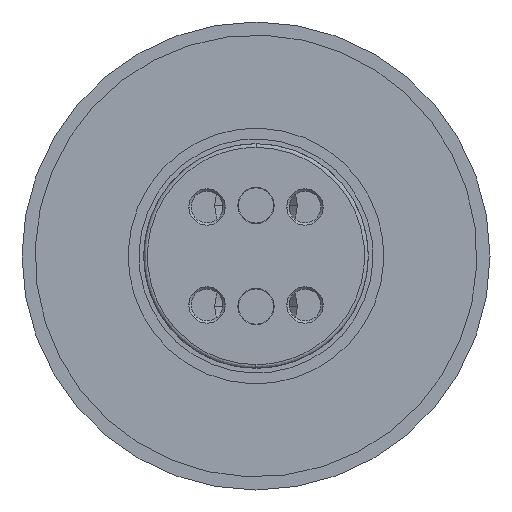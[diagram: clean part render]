
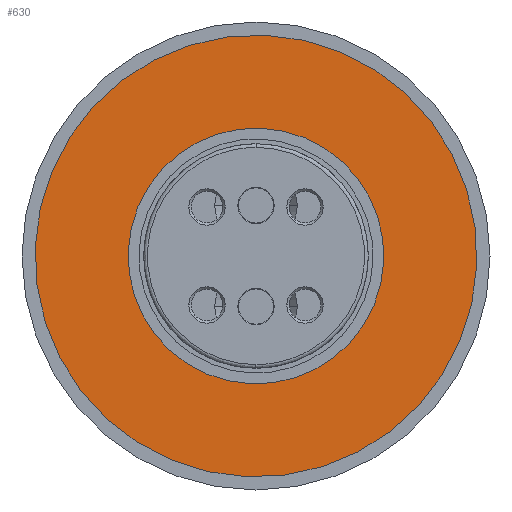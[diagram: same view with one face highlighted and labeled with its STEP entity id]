
A CAD part, front view. The second image highlights one B-rep face of the part: STEP entity #630.
In plain terms, the highlighted planar face has unit normal (0, -1, 0).
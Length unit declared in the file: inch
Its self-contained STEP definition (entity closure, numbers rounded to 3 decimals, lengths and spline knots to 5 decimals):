
#630 = ADVANCED_FACE ( 'NONE', ( #3084, #2664 ), #713, .F. ) ;
#705 = CARTESIAN_POINT ( 'NONE',  ( -0.31757, 0., -0.49724 ) ) ;
#713 = PLANE ( 'NONE',  #5639 ) ;
#715 = DIRECTION ( 'NONE',  ( 0., 1., 0. ) ) ;
#716 = DIRECTION ( 'NONE',  ( 0.843, 0., -0.538 ) ) ;
#1746 = VERTEX_POINT ( 'NONE', #3255 ) ;
#1869 = VERTEX_POINT ( 'NONE', #3307 ) ;
#1962 = VERTEX_POINT ( 'NONE', #6375 ) ;
#2078 = VERTEX_POINT ( 'NONE', #6413 ) ;
#2664 = FACE_OUTER_BOUND ( 'NONE', #2985, .T. ) ;
#2985 = EDGE_LOOP ( 'NONE', ( #4803, #4794 ) ) ;
#3047 = EDGE_LOOP ( 'NONE', ( #4825, #4818 ) ) ;
#3084 = FACE_BOUND ( 'NONE', #3047, .T. ) ;
#3255 = CARTESIAN_POINT ( 'NONE',  ( 0.49724, 0., -0.31757 ) ) ;
#3307 = CARTESIAN_POINT ( 'NONE',  ( -0.28781, 0., 0.18381 ) ) ;
#3460 = CIRCLE ( 'NONE', #5820, 0.59 ) ;
#3504 = CIRCLE ( 'NONE', #5787, 0.3415 ) ;
#3853 = CIRCLE ( 'NONE', #5844, 0.3415 ) ;
#4003 = CIRCLE ( 'NONE', #5558, 0.59 ) ;
#4464 = CARTESIAN_POINT ( 'NONE',  ( 0., 0., 0. ) ) ;
#4465 = DIRECTION ( 'NONE',  ( 0., -1., 0. ) ) ;
#4466 = DIRECTION ( 'NONE',  ( -0.843, 0., 0.538 ) ) ;
#4508 = CARTESIAN_POINT ( 'NONE',  ( 0., 0., 0. ) ) ;
#4509 = DIRECTION ( 'NONE',  ( 0., -1., 0. ) ) ;
#4510 = DIRECTION ( 'NONE',  ( -0.843, 0., 0.538 ) ) ;
#4520 = CARTESIAN_POINT ( 'NONE',  ( 0., 0., 0. ) ) ;
#4521 = DIRECTION ( 'NONE',  ( 0., -1., 0. ) ) ;
#4522 = DIRECTION ( 'NONE',  ( -0.843, 0., 0.538 ) ) ;
#4544 = CARTESIAN_POINT ( 'NONE',  ( 0., 0., 0. ) ) ;
#4545 = DIRECTION ( 'NONE',  ( 0., -1., 0. ) ) ;
#4546 = DIRECTION ( 'NONE',  ( -0.843, 0., 0.538 ) ) ;
#4794 = ORIENTED_EDGE ( 'NONE', *, *, #7046, .T. ) ;
#4803 = ORIENTED_EDGE ( 'NONE', *, *, #7041, .T. ) ;
#4818 = ORIENTED_EDGE ( 'NONE', *, *, #7023, .F. ) ;
#4825 = ORIENTED_EDGE ( 'NONE', *, *, #7054, .F. ) ;
#5558 = AXIS2_PLACEMENT_3D ( 'NONE', #4508, #4509, #4510 ) ;
#5639 = AXIS2_PLACEMENT_3D ( 'NONE', #705, #715, #716 ) ;
#5787 = AXIS2_PLACEMENT_3D ( 'NONE', #4464, #4465, #4466 ) ;
#5820 = AXIS2_PLACEMENT_3D ( 'NONE', #4520, #4521, #4522 ) ;
#5844 = AXIS2_PLACEMENT_3D ( 'NONE', #4544, #4545, #4546 ) ;
#6375 = CARTESIAN_POINT ( 'NONE',  ( -0.49724, 0., 0.31757 ) ) ;
#6413 = CARTESIAN_POINT ( 'NONE',  ( 0.28781, 0., -0.18381 ) ) ;
#7023 = EDGE_CURVE ( 'NONE', #2078, #1869, #3504, .T. ) ;
#7041 = EDGE_CURVE ( 'NONE', #1962, #1746, #4003, .T. ) ;
#7046 = EDGE_CURVE ( 'NONE', #1746, #1962, #3460, .T. ) ;
#7054 = EDGE_CURVE ( 'NONE', #1869, #2078, #3853, .T. ) ;
